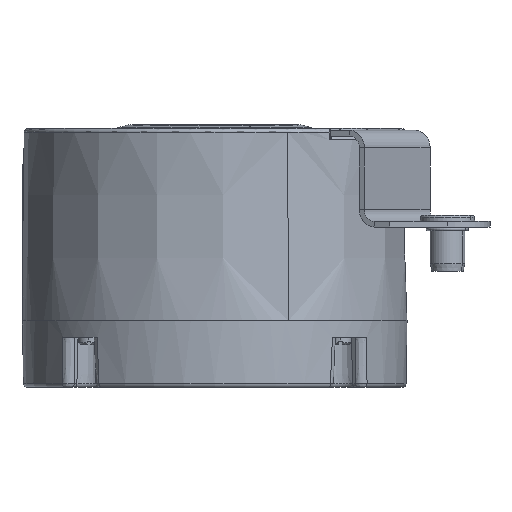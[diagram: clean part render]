
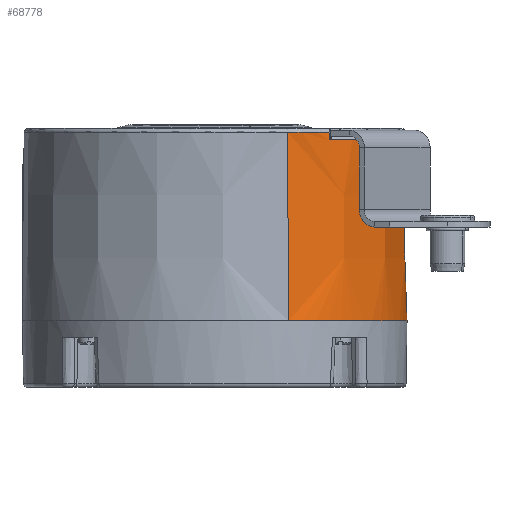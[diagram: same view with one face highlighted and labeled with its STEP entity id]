
A CAD part, front view. The second image highlights one B-rep face of the part: STEP entity #68778.
In plain terms, the highlighted conical face has half-angle 0.5 degrees and reference radius 49.531 mm.
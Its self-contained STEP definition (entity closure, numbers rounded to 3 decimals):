
#28064=CARTESIAN_POINT('',(29.62,-39.454,
-40.591));
#28173=CARTESIAN_POINT('',(29.542,-39.491,
-38.591));
#28240=CARTESIAN_POINT('',(0.,0.,-87.4));
#28241=DIRECTION('',(0.,0.,-1.));
#28242=DIRECTION('',(-0.383,0.924,0.));
#28243=AXIS2_PLACEMENT_3D('',#28240,#28241,#28242);
#28245=CARTESIAN_POINT('',(-15.09,47.4,-87.4));
#28246=CARTESIAN_POINT('',(-15.056,47.4,-86.239));
#28247=CARTESIAN_POINT('',(-14.989,47.4,-83.929));
#28248=CARTESIAN_POINT('',(-14.89,47.4,-80.495));
#28249=CARTESIAN_POINT('',(-14.824,47.4,-78.228));
#28250=CARTESIAN_POINT('',(-14.791,47.4,-77.1));
#28252=CARTESIAN_POINT('',(0.,0.,-77.1));
#28253=DIRECTION('',(0.,0.,-1.));
#28254=DIRECTION('',(-0.298,0.955,0.));
#28255=AXIS2_PLACEMENT_3D('',#28252,#28253,#28254);
#28257=CARTESIAN_POINT('',(14.791,47.4,-77.1));
#28258=CARTESIAN_POINT('',(14.824,47.4,-78.228));
#28259=CARTESIAN_POINT('',(14.89,47.4,-80.495));
#28260=CARTESIAN_POINT('',(14.989,47.4,-83.929));
#28261=CARTESIAN_POINT('',(15.056,47.4,-86.239));
#28262=CARTESIAN_POINT('',(15.09,47.4,-87.4));
#28264=CARTESIAN_POINT('',(0.,0.,-87.4));
#28265=DIRECTION('',(0.,0.,-1.));
#28266=DIRECTION('',(0.303,0.953,0.));
#28267=AXIS2_PLACEMENT_3D('',#28264,#28265,#28266);
#28269=DIRECTION('',(0.003,-0.008,-1.));
#28270=VECTOR('',#28269,48.811);
#28271=CARTESIAN_POINT('',(18.873,-45.564,
-38.591));
#28272=LINE('',#28271,#28270);
#28273=CARTESIAN_POINT('',(0.,0.,-38.591));
#28274=DIRECTION('',(0.,0.,1.));
#28275=DIRECTION('',(0.383,-0.924,0.));
#28276=AXIS2_PLACEMENT_3D('',#28273,#28274,#28275);
#28278=CARTESIAN_POINT('',(29.542,-39.491,
-38.591));
#28279=CARTESIAN_POINT('',(29.55,-39.487,
-38.813));
#28280=CARTESIAN_POINT('',(29.568,-39.479,
-39.258));
#28281=CARTESIAN_POINT('',(29.594,-39.466,
-39.924));
#28282=CARTESIAN_POINT('',(29.612,-39.458,
-40.369));
#28283=CARTESIAN_POINT('',(29.62,-39.454,
-40.591));
#28285=CARTESIAN_POINT('',(0.,0.,-40.591));
#28286=DIRECTION('',(0.,0.,1.));
#28287=DIRECTION('',(0.6,-0.8,0.));
#28288=AXIS2_PLACEMENT_3D('',#28285,#28286,#28287);
#28290=CARTESIAN_POINT('',(48.978,-5.925,
-40.591));
#28291=CARTESIAN_POINT('',(48.978,-5.915,
-40.369));
#28292=CARTESIAN_POINT('',(48.976,-5.896,
-39.924));
#28293=CARTESIAN_POINT('',(48.974,-5.867,
-39.258));
#28294=CARTESIAN_POINT('',(48.972,-5.848,
-38.813));
#28295=CARTESIAN_POINT('',(48.971,-5.838,
-38.591));
#28297=CARTESIAN_POINT('',(0.,0.,-38.591));
#28298=DIRECTION('',(0.,0.,1.));
#28299=DIRECTION('',(0.993,-0.118,0.));
#28300=AXIS2_PLACEMENT_3D('',#28297,#28298,#28299);
#28302=DIRECTION('',(-0.003,0.008,-1.));
#28303=VECTOR('',#28302,48.811);
#28304=CARTESIAN_POINT('',(-18.873,45.564,
-38.591));
#28305=LINE('',#28304,#28303);
#28319=CARTESIAN_POINT('',(48.978,-5.925,
-40.591));
#28687=CARTESIAN_POINT('',(48.971,-5.838,
-38.591));
#52119=CARTESIAN_POINT('',(-18.873,45.564,
-38.591));
#52120=CARTESIAN_POINT('',(18.873,-45.564,
-38.591));
#52121=VERTEX_POINT('',#52119);
#52122=VERTEX_POINT('',#52120);
#52124=VERTEX_POINT('',#28064);
#52150=VERTEX_POINT('',#28319);
#52152=VERTEX_POINT('',#28173);
#52178=VERTEX_POINT('',#28687);
#52761=CARTESIAN_POINT('',(-14.791,47.4,-77.1));
#52762=CARTESIAN_POINT('',(14.791,47.4,-77.1));
#52763=VERTEX_POINT('',#52761);
#52764=VERTEX_POINT('',#52762);
#54206=CARTESIAN_POINT('',(19.036,-45.957,
-87.4));
#54207=CARTESIAN_POINT('',(-19.036,45.957,
-87.4));
#54208=VERTEX_POINT('',#54206);
#54209=VERTEX_POINT('',#54207);
#54210=CARTESIAN_POINT('',(-15.09,47.4,-87.4));
#54211=VERTEX_POINT('',#54210);
#54212=CARTESIAN_POINT('',(15.09,47.4,-87.4));
#54213=VERTEX_POINT('',#54212);
#68754=CARTESIAN_POINT('',(0.,0.,-62.996));
#68755=DIRECTION('',(0.,0.,-1.));
#68756=DIRECTION('',(0.383,-0.924,0.));
#68757=AXIS2_PLACEMENT_3D('',#68754,#68755,#68756);
#68758=CONICAL_SURFACE('',#68757,49.531,0.5);
#68759=ORIENTED_EDGE('',*,*,#58262,.T.);
#68761=ORIENTED_EDGE('',*,*,#68760,.T.);
#68763=ORIENTED_EDGE('',*,*,#68762,.T.);
#68765=ORIENTED_EDGE('',*,*,#68764,.T.);
#68766=ORIENTED_EDGE('',*,*,#58258,.T.);
#68767=ORIENTED_EDGE('',*,*,#58216,.F.);
#68768=ORIENTED_EDGE('',*,*,#68743,.T.);
#68769=ORIENTED_EDGE('',*,*,#68684,.T.);
#68771=ORIENTED_EDGE('',*,*,#68770,.T.);
#68773=ORIENTED_EDGE('',*,*,#68772,.T.);
#68774=ORIENTED_EDGE('',*,*,#68746,.T.);
#68775=ORIENTED_EDGE('',*,*,#58212,.T.);
#68776=EDGE_LOOP('',(#68759,#68761,#68763,#68765,#68766,#68767,#68768,#68769,
#68771,#68773,#68774,#68775));
#68777=FACE_OUTER_BOUND('',#68776,.F.);
#28244=CIRCLE('',#28243,49.744);
#28251=B_SPLINE_CURVE_WITH_KNOTS('',3,(#28245,#28246,#28247,#28248,#28249,
#28250),.UNSPECIFIED.,.F.,.F.,(4,1,1,4),(0.,0.333,
0.667,1.),.UNSPECIFIED.);
#28256=CIRCLE('',#28255,49.654);
#28263=B_SPLINE_CURVE_WITH_KNOTS('',3,(#28257,#28258,#28259,#28260,#28261,
#28262),.UNSPECIFIED.,.F.,.F.,(4,1,1,4),(0.,0.333,
0.667,1.),.UNSPECIFIED.);
#28268=CIRCLE('',#28267,49.744);
#28277=CIRCLE('',#28276,49.318);
#28284=B_SPLINE_CURVE_WITH_KNOTS('',3,(#28278,#28279,#28280,#28281,#28282,
#28283),.UNSPECIFIED.,.F.,.F.,(4,1,1,4),(0.,0.333,
0.667,1.),.UNSPECIFIED.);
#28289=CIRCLE('',#28288,49.335);
#28296=B_SPLINE_CURVE_WITH_KNOTS('',3,(#28290,#28291,#28292,#28293,#28294,
#28295),.UNSPECIFIED.,.F.,.F.,(4,1,1,4),(0.,0.333,
0.667,1.),.UNSPECIFIED.);
#28301=CIRCLE('',#28300,49.318);
#58212=EDGE_CURVE('',#52121,#54209,#28305,.T.);
#58216=EDGE_CURVE('',#52122,#54208,#28272,.T.);
#58258=EDGE_CURVE('',#54213,#54208,#28268,.T.);
#58262=EDGE_CURVE('',#54209,#54211,#28244,.T.);
#68684=EDGE_CURVE('',#52152,#52124,#28284,.T.);
#68743=EDGE_CURVE('',#52122,#52152,#28277,.T.);
#68746=EDGE_CURVE('',#52178,#52121,#28301,.T.);
#68760=EDGE_CURVE('',#54211,#52763,#28251,.T.);
#68762=EDGE_CURVE('',#52763,#52764,#28256,.T.);
#68764=EDGE_CURVE('',#52764,#54213,#28263,.T.);
#68770=EDGE_CURVE('',#52124,#52150,#28289,.T.);
#68772=EDGE_CURVE('',#52150,#52178,#28296,.T.);
#68778=ADVANCED_FACE('',(#68777),#68758,.T.);
